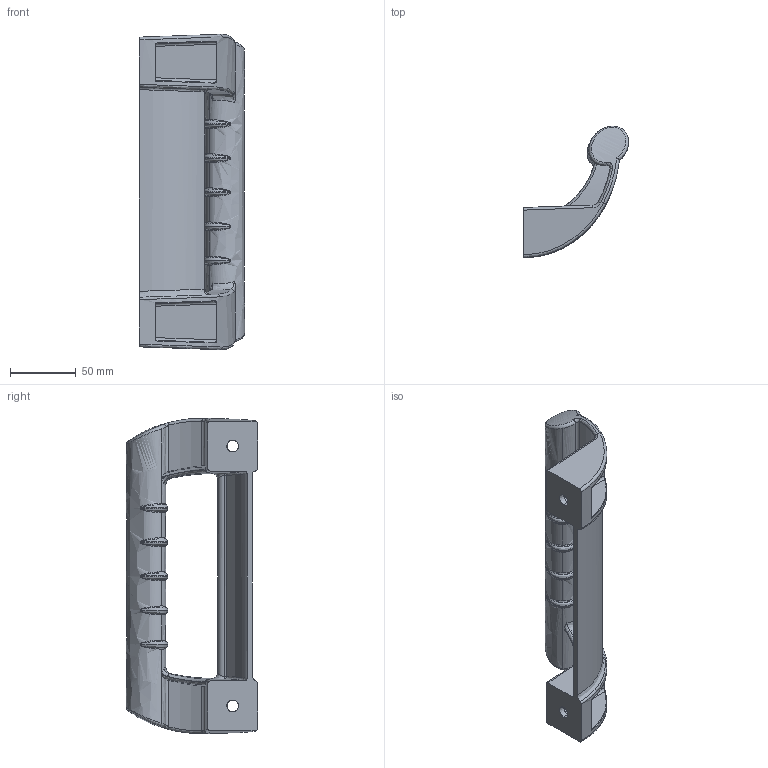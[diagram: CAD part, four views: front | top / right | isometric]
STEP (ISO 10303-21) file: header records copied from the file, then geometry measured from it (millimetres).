
FILE_DESCRIPTION (( 'STEP AP203' ), '1' );
FILE_NAME ('402651001_c_1.STEP', '2023-03-31T03:12:14', ( '' ), ( '' ), 'SwSTEP 2.0', 'SolidWorks 2014', '' );
FILE_SCHEMA (( 'CONFIG_CONTROL_DESIGN' ));
Length unit declared in the file: millimetre
Products named in the file (1): 402651001_c_1
Bounding box: 80.07 x 100.07 x 240.26 mm (x, y, z)
Volume: 294066.4 mm3; surface area: 73303.7 mm2
Topology: 1 solids, 1 shells, 217 faces, 549 edges, 332 vertices
Faces by surface type: bspline 126, plane 44, cylinder 43, cone 4
Entity records: 17771 total; most frequent: CARTESIAN_POINT 13514, ORIENTED_EDGE 1090, DIRECTION 561, EDGE_CURVE 545, VERTEX_POINT 332, B_SPLINE_CURVE_WITH_KNOTS 236, EDGE_LOOP 225, FACE_OUTER_BOUND 217
